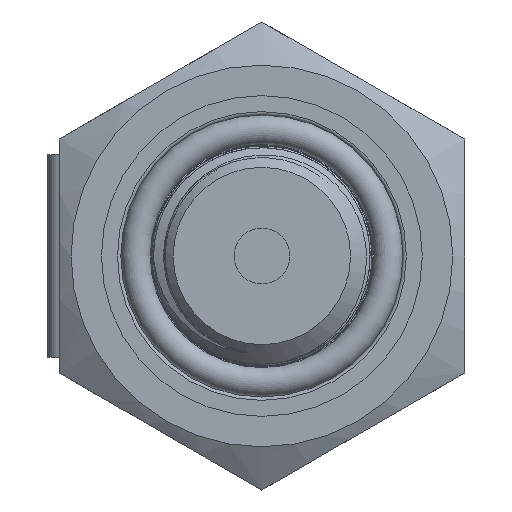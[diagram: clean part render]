
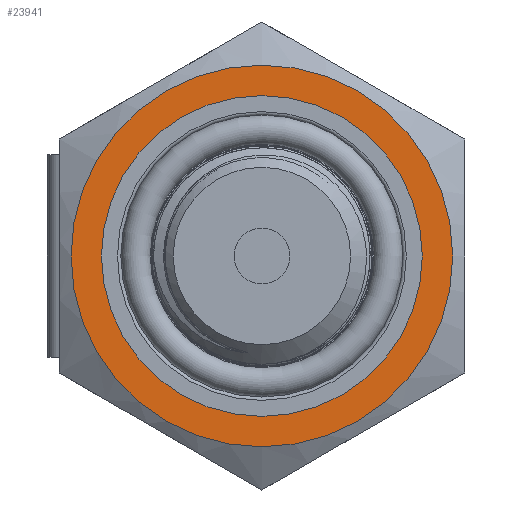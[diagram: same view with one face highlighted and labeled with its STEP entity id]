
A CAD part, left-side view. The second image highlights one B-rep face of the part: STEP entity #23941.
In plain terms, the highlighted planar face has unit normal (-1, 0, 0).
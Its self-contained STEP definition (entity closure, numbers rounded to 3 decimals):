
#263=FACE_BOUND('',#3306,.T.);
#386=PLANE('',#25265);
#1914=FACE_OUTER_BOUND('',#3305,.T.);
#3305=EDGE_LOOP('',(#18040));
#3306=EDGE_LOOP('',(#18041));
#4525=CIRCLE('',#25233,11.3);
#4541=CIRCLE('',#25264,9.5);
#10786=VERTEX_POINT('',#40742);
#10805=VERTEX_POINT('',#44986);
#13453=EDGE_CURVE('',#10786,#10786,#4525,.T.);
#13492=EDGE_CURVE('',#10805,#10805,#4541,.T.);
#18040=ORIENTED_EDGE('',*,*,#13453,.T.);
#18041=ORIENTED_EDGE('',*,*,#13492,.T.);
#23941=ADVANCED_FACE('',(#1914,#263),#386,.T.);
#25233=AXIS2_PLACEMENT_3D('',#40744,#27729,#27730);
#25264=AXIS2_PLACEMENT_3D('',#44987,#27799,#27800);
#25265=AXIS2_PLACEMENT_3D('',#44989,#27802,#27803);
#27729=DIRECTION('center_axis',(-1.,0.,0.));
#27730=DIRECTION('ref_axis',(0.,1.,0.));
#27799=DIRECTION('center_axis',(1.,0.,0.));
#27800=DIRECTION('ref_axis',(0.,0.,-1.));
#27802=DIRECTION('center_axis',(-1.,0.,0.));
#27803=DIRECTION('ref_axis',(0.,0.,1.));
#40742=CARTESIAN_POINT('',(14.,-11.3,0.));
#40744=CARTESIAN_POINT('Origin',(14.,0.,0.));
#44986=CARTESIAN_POINT('',(14.,-9.5,0.));
#44987=CARTESIAN_POINT('Origin',(14.,0.,0.));
#44989=CARTESIAN_POINT('Origin',(14.,12.,0.));
